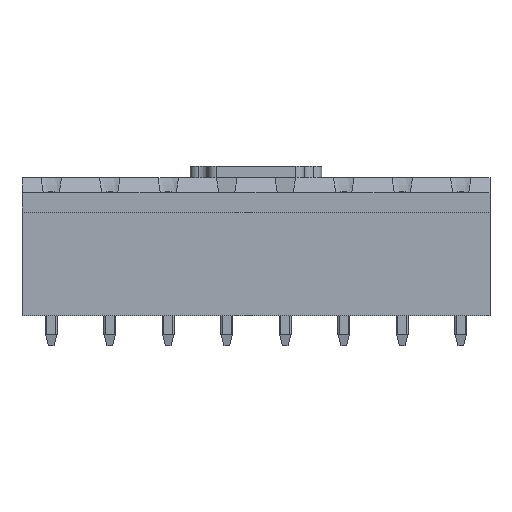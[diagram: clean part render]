
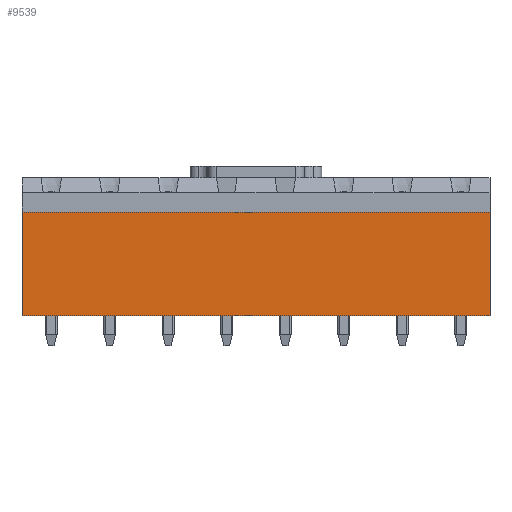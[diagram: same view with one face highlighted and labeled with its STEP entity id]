
A CAD part, front view. The second image highlights one B-rep face of the part: STEP entity #9539.
In plain terms, the highlighted planar face has unit normal (0, -1, 0).
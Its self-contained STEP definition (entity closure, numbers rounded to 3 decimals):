
#1191=ORIENTED_EDGE('',*,*,#3802,.T.);
#1192=ORIENTED_EDGE('',*,*,#3264,.T.);
#1193=ORIENTED_EDGE('',*,*,#3450,.T.);
#1194=ORIENTED_EDGE('',*,*,#3856,.T.);
#3264=EDGE_CURVE('',#4665,#4664,#5568,.T.);
#3450=EDGE_CURVE('',#4664,#4844,#5706,.T.);
#3802=EDGE_CURVE('',#5110,#4665,#6044,.T.);
#3856=EDGE_CURVE('',#4844,#5110,#6090,.T.);
#4664=VERTEX_POINT('',#13413);
#4665=VERTEX_POINT('',#13415);
#4844=VERTEX_POINT('',#13788);
#5110=VERTEX_POINT('',#14525);
#5568=LINE('',#13414,#6696);
#5706=LINE('',#13789,#6834);
#6044=LINE('',#14524,#7172);
#6090=LINE('',#14607,#7218);
#6696=VECTOR('',#10787,1000.);
#6834=VECTOR('',#11039,1000.);
#7172=VECTOR('',#11529,1000.);
#7218=VECTOR('',#11599,1000.);
#7918=EDGE_LOOP('',(#1191,#1192,#1193,#1194));
#8522=FACE_BOUND('',#7918,.T.);
#9118=PLANE('',#10178);
#9539=ADVANCED_FACE('',(#8522),#9118,.T.);
#10178=AXIS2_PLACEMENT_3D('',#14608,#11600,#11601);
#10787=DIRECTION('',(1.,0.,0.));
#11039=DIRECTION('',(0.,0.,1.));
#11529=DIRECTION('',(0.,0.,-1.));
#11599=DIRECTION('',(-1.,0.,0.));
#11600=DIRECTION('',(0.,-1.,0.));
#11601=DIRECTION('',(0.,0.,-1.));
#13413=CARTESIAN_POINT('',(20.32,0.7,-6.));
#13414=CARTESIAN_POINT('',(-20.32,0.7,-6.));
#13415=CARTESIAN_POINT('',(-20.32,0.7,-6.));
#13788=CARTESIAN_POINT('',(20.32,0.7,3.));
#13789=CARTESIAN_POINT('',(20.32,0.7,-6.));
#14524=CARTESIAN_POINT('',(-20.32,0.7,3.));
#14525=CARTESIAN_POINT('',(-20.32,0.7,3.));
#14607=CARTESIAN_POINT('',(20.32,0.7,3.));
#14608=CARTESIAN_POINT('',(0.,0.7,0.));
